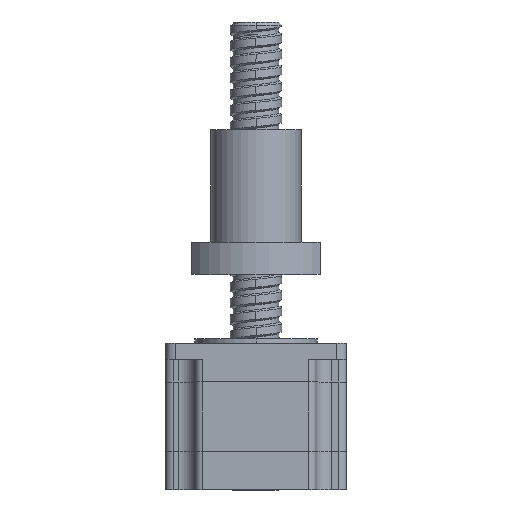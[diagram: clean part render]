
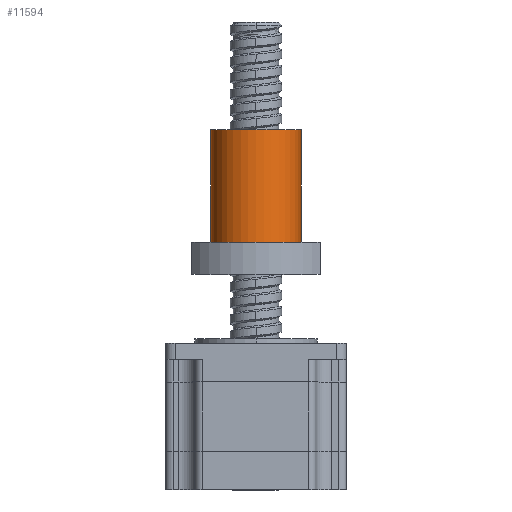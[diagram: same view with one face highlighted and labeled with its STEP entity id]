
A CAD part, top view. The second image highlights one B-rep face of the part: STEP entity #11594.
In plain terms, the highlighted cylindrical face has radius 14 mm (diameter 28 mm), a partial arc.
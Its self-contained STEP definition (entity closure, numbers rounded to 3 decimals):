
#1424 = ORIENTED_EDGE ( 'NONE', *, *, #2765, .T. ) ;
#1855 = CARTESIAN_POINT ( 'NONE',  ( 0., 36.5, 0. ) ) ;
#2765 = EDGE_CURVE ( 'NONE', #4638, #14893, #15607, .T. ) ;
#2918 = AXIS2_PLACEMENT_3D ( 'NONE', #12235, #20820, #6656 ) ;
#3288 = CIRCLE ( 'NONE', #2918, 14. ) ;
#3457 = DIRECTION ( 'NONE',  ( 0., 1., 0. ) ) ;
#4638 = VERTEX_POINT ( 'NONE', #12150 ) ;
#4798 = CARTESIAN_POINT ( 'NONE',  ( -14., 36.5, 0. ) ) ;
#5566 = CYLINDRICAL_SURFACE ( 'NONE', #10021, 14. ) ;
#5810 = ORIENTED_EDGE ( 'NONE', *, *, #16958, .T. ) ;
#6370 = EDGE_CURVE ( 'NONE', #4638, #7988, #3288, .T. ) ;
#6656 = DIRECTION ( 'NONE',  ( 1., 0., 0. ) ) ;
#6797 = ORIENTED_EDGE ( 'NONE', *, *, #17852, .F. ) ;
#7759 = CARTESIAN_POINT ( 'NONE',  ( 14., 71.5, 0. ) ) ;
#7988 = VERTEX_POINT ( 'NONE', #19322 ) ;
#8013 = ORIENTED_EDGE ( 'NONE', *, *, #6370, .F. ) ;
#9098 = VERTEX_POINT ( 'NONE', #15519 ) ;
#10021 = AXIS2_PLACEMENT_3D ( 'NONE', #12513, #16048, #21446 ) ;
#11594 = ADVANCED_FACE ( 'NONE', ( #14220 ), #5566, .T. ) ;
#11968 = EDGE_LOOP ( 'NONE', ( #6797, #8013, #1424, #5810 ) ) ;
#12150 = CARTESIAN_POINT ( 'NONE',  ( -14., 71.5, 0. ) ) ;
#12235 = CARTESIAN_POINT ( 'NONE',  ( 0., 71.5, 0. ) ) ;
#12293 = CARTESIAN_POINT ( 'NONE',  ( -14., 71.5, 0. ) ) ;
#12513 = CARTESIAN_POINT ( 'NONE',  ( 0., 71.5, 0. ) ) ;
#13084 = LINE ( 'NONE', #7759, #16077 ) ;
#13578 = VECTOR ( 'NONE', #20998, 1000. ) ;
#14220 = FACE_OUTER_BOUND ( 'NONE', #11968, .T. ) ;
#14893 = VERTEX_POINT ( 'NONE', #4798 ) ;
#15519 = CARTESIAN_POINT ( 'NONE',  ( 14., 36.5, 0. ) ) ;
#15607 = LINE ( 'NONE', #12293, #13578 ) ;
#16048 = DIRECTION ( 'NONE',  ( 0., -1., 0. ) ) ;
#16077 = VECTOR ( 'NONE', #19629, 1000. ) ;
#16958 = EDGE_CURVE ( 'NONE', #14893, #9098, #21314, .T. ) ;
#17852 = EDGE_CURVE ( 'NONE', #7988, #9098, #13084, .T. ) ;
#19322 = CARTESIAN_POINT ( 'NONE',  ( 14., 71.5, 0. ) ) ;
#19629 = DIRECTION ( 'NONE',  ( 0., -1., 0. ) ) ;
#20820 = DIRECTION ( 'NONE',  ( 0., 1., 0. ) ) ;
#20998 = DIRECTION ( 'NONE',  ( 0., -1., 0. ) ) ;
#21039 = DIRECTION ( 'NONE',  ( 1., 0., 0. ) ) ;
#21314 = CIRCLE ( 'NONE', #22407, 14. ) ;
#21446 = DIRECTION ( 'NONE',  ( -1., 0., 0. ) ) ;
#22407 = AXIS2_PLACEMENT_3D ( 'NONE', #1855, #3457, #21039 ) ;
